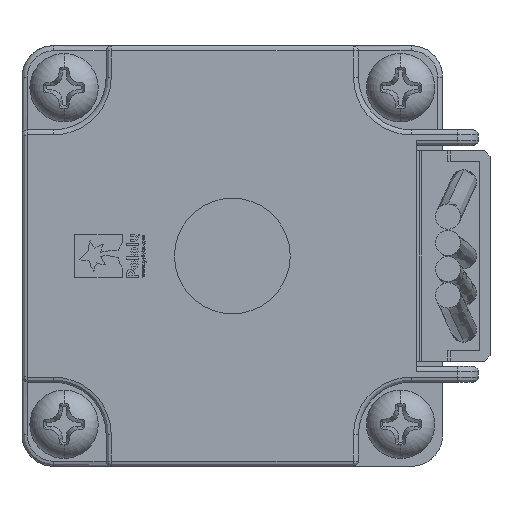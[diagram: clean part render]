
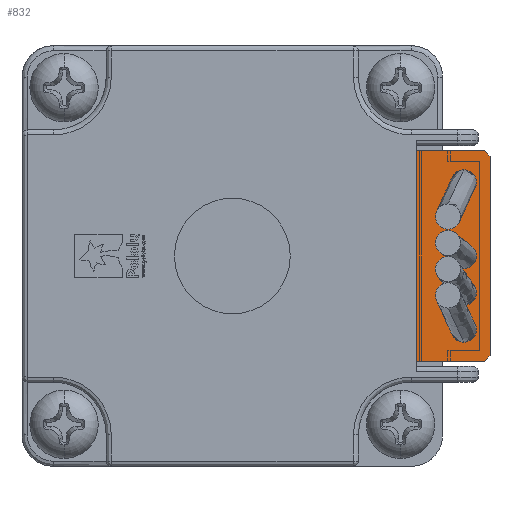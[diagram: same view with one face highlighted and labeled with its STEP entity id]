
A CAD part, front view. The second image highlights one B-rep face of the part: STEP entity #832.
In plain terms, the highlighted planar face has unit normal (0, -1, 0).
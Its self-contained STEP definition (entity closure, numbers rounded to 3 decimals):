
#146 = ORIENTED_EDGE ( 'NONE', *, *, #14887, .F. ) ;
#206 = VERTEX_POINT ( 'NONE', #28850 ) ;
#423 = CIRCLE ( 'NONE', #25809, 0.6 ) ;
#832 = ADVANCED_FACE ( 'NONE', ( #15411, #24706, #3747, #15706, #29565 ), #6037, .F. ) ;
#898 = VECTOR ( 'NONE', #17870, 1000. ) ;
#1029 = AXIS2_PLACEMENT_3D ( 'NONE', #10946, #20262, #26816 ) ;
#1101 = CARTESIAN_POINT ( 'NONE',  ( 11., -30.5, -0.6 ) ) ;
#1467 = VERTEX_POINT ( 'NONE', #22517 ) ;
#1574 = CARTESIAN_POINT ( 'NONE',  ( 11., -30.5, -3.5 ) ) ;
#1660 = VERTEX_POINT ( 'NONE', #22893 ) ;
#1736 = CARTESIAN_POINT ( 'NONE',  ( 12.25, -30.5, 5. ) ) ;
#1787 = CARTESIAN_POINT ( 'NONE',  ( 12.25, -30.5, -4.75 ) ) ;
#2115 = VERTEX_POINT ( 'NONE', #14873 ) ;
#2193 = CARTESIAN_POINT ( 'NONE',  ( 8.75, -30.5, 5. ) ) ;
#2978 = CARTESIAN_POINT ( 'NONE',  ( 11., -30.5, -4.1 ) ) ;
#3200 = DIRECTION ( 'NONE',  ( 0., -1., 0. ) ) ;
#3207 = EDGE_CURVE ( 'NONE', #206, #1467, #29738, .T. ) ;
#3588 = DIRECTION ( 'NONE',  ( 0., 1., 0. ) ) ;
#3747 = FACE_BOUND ( 'NONE', #20807, .T. ) ;
#4025 = CIRCLE ( 'NONE', #5480, 0.6 ) ;
#4265 = ORIENTED_EDGE ( 'NONE', *, *, #14450, .F. ) ;
#4409 = ORIENTED_EDGE ( 'NONE', *, *, #12605, .F. ) ;
#4428 = CARTESIAN_POINT ( 'NONE',  ( 12.25, -30.5, 4.75 ) ) ;
#4465 = VERTEX_POINT ( 'NONE', #6930 ) ;
#4546 = CARTESIAN_POINT ( 'NONE',  ( 11., -30.5, 3.5 ) ) ;
#4836 = AXIS2_PLACEMENT_3D ( 'NONE', #4546, #28080, #28227 ) ;
#5299 = CARTESIAN_POINT ( 'NONE',  ( 11., -30.5, 2.9 ) ) ;
#5480 = AXIS2_PLACEMENT_3D ( 'NONE', #20657, #11791, #29952 ) ;
#5788 = DIRECTION ( 'NONE',  ( 0., -1., 0. ) ) ;
#5949 = ORIENTED_EDGE ( 'NONE', *, *, #11364, .F. ) ;
#6037 = PLANE ( 'NONE',  #18835 ) ;
#6057 = ORIENTED_EDGE ( 'NONE', *, *, #21720, .F. ) ;
#6861 = VERTEX_POINT ( 'NONE', #27742 ) ;
#6930 = CARTESIAN_POINT ( 'NONE',  ( 11., -30.5, -1.15 ) ) ;
#7037 = ORIENTED_EDGE ( 'NONE', *, *, #12193, .F. ) ;
#7075 = VERTEX_POINT ( 'NONE', #7154 ) ;
#7154 = CARTESIAN_POINT ( 'NONE',  ( 11., -30.5, 0.6 ) ) ;
#7184 = LINE ( 'NONE', #9071, #11670 ) ;
#7193 = DIRECTION ( 'NONE',  ( 0., 0., -1. ) ) ;
#7237 = CARTESIAN_POINT ( 'NONE',  ( 11., -30.5, -1.75 ) ) ;
#7411 = EDGE_LOOP ( 'NONE', ( #4265, #146 ) ) ;
#7897 = DIRECTION ( 'NONE',  ( 0., 0., -1. ) ) ;
#7911 = CIRCLE ( 'NONE', #1029, 0.6 ) ;
#8190 = AXIS2_PLACEMENT_3D ( 'NONE', #23941, #12319, #7897 ) ;
#8503 = DIRECTION ( 'NONE',  ( 0., -1., 0. ) ) ;
#8853 = EDGE_LOOP ( 'NONE', ( #28614, #29184 ) ) ;
#9071 = CARTESIAN_POINT ( 'NONE',  ( 12.25, -30.5, 5. ) ) ;
#9100 = VERTEX_POINT ( 'NONE', #5299 ) ;
#9135 = DIRECTION ( 'NONE',  ( 0., 0., -1. ) ) ;
#9376 = CARTESIAN_POINT ( 'NONE',  ( 12.25, -30.5, 5. ) ) ;
#10012 = CARTESIAN_POINT ( 'NONE',  ( 12.25, -30.5, -4.75 ) ) ;
#10946 = CARTESIAN_POINT ( 'NONE',  ( 11., -30.5, -1.75 ) ) ;
#11364 = EDGE_CURVE ( 'NONE', #4465, #6861, #423, .T. ) ;
#11522 = AXIS2_PLACEMENT_3D ( 'NONE', #16263, #14117, #7193 ) ;
#11664 = EDGE_CURVE ( 'NONE', #1660, #28678, #24751, .T. ) ;
#11670 = VECTOR ( 'NONE', #25688, 1000. ) ;
#11791 = DIRECTION ( 'NONE',  ( 0., -1., 0. ) ) ;
#12111 = VECTOR ( 'NONE', #9135, 1000. ) ;
#12193 = EDGE_CURVE ( 'NONE', #1660, #1467, #23625, .T. ) ;
#12280 = VERTEX_POINT ( 'NONE', #1101 ) ;
#12319 = DIRECTION ( 'NONE',  ( 0., -1., 0. ) ) ;
#12455 = CARTESIAN_POINT ( 'NONE',  ( 12.25, -30.5, -5. ) ) ;
#12605 = EDGE_CURVE ( 'NONE', #9100, #23467, #20962, .T. ) ;
#13196 = EDGE_LOOP ( 'NONE', ( #4409, #15986 ) ) ;
#13249 = DIRECTION ( 'NONE',  ( 0., 0., 1. ) ) ;
#13539 = DIRECTION ( 'NONE',  ( 0., 0., -1. ) ) ;
#13590 = DIRECTION ( 'NONE',  ( -0.707, 0., 0.707 ) ) ;
#14117 = DIRECTION ( 'NONE',  ( 0., -1., 0. ) ) ;
#14150 = VERTEX_POINT ( 'NONE', #17506 ) ;
#14409 = DIRECTION ( 'NONE',  ( 0., 0., -1. ) ) ;
#14450 = EDGE_CURVE ( 'NONE', #28341, #2115, #25301, .T. ) ;
#14659 = EDGE_CURVE ( 'NONE', #14150, #206, #7184, .T. ) ;
#14873 = CARTESIAN_POINT ( 'NONE',  ( 11., -30.5, -2.9 ) ) ;
#14887 = EDGE_CURVE ( 'NONE', #2115, #28341, #22418, .T. ) ;
#15323 = DIRECTION ( 'NONE',  ( 0., 0., -1. ) ) ;
#15411 = FACE_BOUND ( 'NONE', #13196, .T. ) ;
#15591 = CARTESIAN_POINT ( 'NONE',  ( 12.25, -30.5, 4.75 ) ) ;
#15706 = FACE_BOUND ( 'NONE', #8853, .T. ) ;
#15986 = ORIENTED_EDGE ( 'NONE', *, *, #21733, .F. ) ;
#16263 = CARTESIAN_POINT ( 'NONE',  ( 11., -30.5, 3.5 ) ) ;
#16607 = VECTOR ( 'NONE', #13590, 1000. ) ;
#17231 = EDGE_CURVE ( 'NONE', #6861, #4465, #7911, .T. ) ;
#17445 = VERTEX_POINT ( 'NONE', #4428 ) ;
#17506 = CARTESIAN_POINT ( 'NONE',  ( 12., -30.5, 5. ) ) ;
#17870 = DIRECTION ( 'NONE',  ( 0.707, 0., 0.707 ) ) ;
#18436 = CIRCLE ( 'NONE', #8190, 0.6 ) ;
#18554 = ORIENTED_EDGE ( 'NONE', *, *, #27342, .T. ) ;
#18835 = AXIS2_PLACEMENT_3D ( 'NONE', #1736, #3588, #13249 ) ;
#19169 = EDGE_CURVE ( 'NONE', #7075, #12280, #4025, .T. ) ;
#20262 = DIRECTION ( 'NONE',  ( 0., -1., 0. ) ) ;
#20555 = EDGE_LOOP ( 'NONE', ( #7037, #28525, #6057, #18554, #28359, #21471 ) ) ;
#20657 = CARTESIAN_POINT ( 'NONE',  ( 11., -30.5, 0. ) ) ;
#20807 = EDGE_LOOP ( 'NONE', ( #23242, #5949 ) ) ;
#20962 = CIRCLE ( 'NONE', #4836, 0.6 ) ;
#21332 = DIRECTION ( 'NONE',  ( -1., 0., 0. ) ) ;
#21471 = ORIENTED_EDGE ( 'NONE', *, *, #3207, .T. ) ;
#21720 = EDGE_CURVE ( 'NONE', #17445, #28678, #25993, .T. ) ;
#21733 = EDGE_CURVE ( 'NONE', #23467, #9100, #27611, .T. ) ;
#21997 = VECTOR ( 'NONE', #21332, 1000. ) ;
#22418 = CIRCLE ( 'NONE', #26278, 0.6 ) ;
#22517 = CARTESIAN_POINT ( 'NONE',  ( 8.75, -30.5, -5. ) ) ;
#22893 = CARTESIAN_POINT ( 'NONE',  ( 12., -30.5, -5. ) ) ;
#23242 = ORIENTED_EDGE ( 'NONE', *, *, #17231, .F. ) ;
#23365 = AXIS2_PLACEMENT_3D ( 'NONE', #1574, #8503, #13539 ) ;
#23465 = CARTESIAN_POINT ( 'NONE',  ( 11., -30.5, 4.1 ) ) ;
#23467 = VERTEX_POINT ( 'NONE', #23465 ) ;
#23625 = LINE ( 'NONE', #12455, #21997 ) ;
#23941 = CARTESIAN_POINT ( 'NONE',  ( 11., -30.5, 0. ) ) ;
#24028 = EDGE_CURVE ( 'NONE', #12280, #7075, #18436, .T. ) ;
#24700 = VECTOR ( 'NONE', #14409, 1000. ) ;
#24706 = FACE_BOUND ( 'NONE', #7411, .T. ) ;
#24741 = LINE ( 'NONE', #15591, #16607 ) ;
#24751 = LINE ( 'NONE', #1787, #898 ) ;
#25301 = CIRCLE ( 'NONE', #23365, 0.6 ) ;
#25688 = DIRECTION ( 'NONE',  ( -1., 0., 0. ) ) ;
#25809 = AXIS2_PLACEMENT_3D ( 'NONE', #7237, #3200, #26598 ) ;
#25993 = LINE ( 'NONE', #9376, #24700 ) ;
#26278 = AXIS2_PLACEMENT_3D ( 'NONE', #27196, #5788, #15323 ) ;
#26598 = DIRECTION ( 'NONE',  ( 0., 0., -1. ) ) ;
#26816 = DIRECTION ( 'NONE',  ( 0., 0., -1. ) ) ;
#27196 = CARTESIAN_POINT ( 'NONE',  ( 11., -30.5, -3.5 ) ) ;
#27342 = EDGE_CURVE ( 'NONE', #17445, #14150, #24741, .T. ) ;
#27611 = CIRCLE ( 'NONE', #11522, 0.6 ) ;
#27742 = CARTESIAN_POINT ( 'NONE',  ( 11., -30.5, -2.35 ) ) ;
#28080 = DIRECTION ( 'NONE',  ( 0., -1., 0. ) ) ;
#28227 = DIRECTION ( 'NONE',  ( 0., 0., -1. ) ) ;
#28341 = VERTEX_POINT ( 'NONE', #2978 ) ;
#28359 = ORIENTED_EDGE ( 'NONE', *, *, #14659, .T. ) ;
#28525 = ORIENTED_EDGE ( 'NONE', *, *, #11664, .T. ) ;
#28614 = ORIENTED_EDGE ( 'NONE', *, *, #24028, .F. ) ;
#28678 = VERTEX_POINT ( 'NONE', #10012 ) ;
#28850 = CARTESIAN_POINT ( 'NONE',  ( 8.75, -30.5, 5. ) ) ;
#29184 = ORIENTED_EDGE ( 'NONE', *, *, #19169, .F. ) ;
#29565 = FACE_OUTER_BOUND ( 'NONE', #20555, .T. ) ;
#29738 = LINE ( 'NONE', #2193, #12111 ) ;
#29952 = DIRECTION ( 'NONE',  ( 0., 0., -1. ) ) ;
